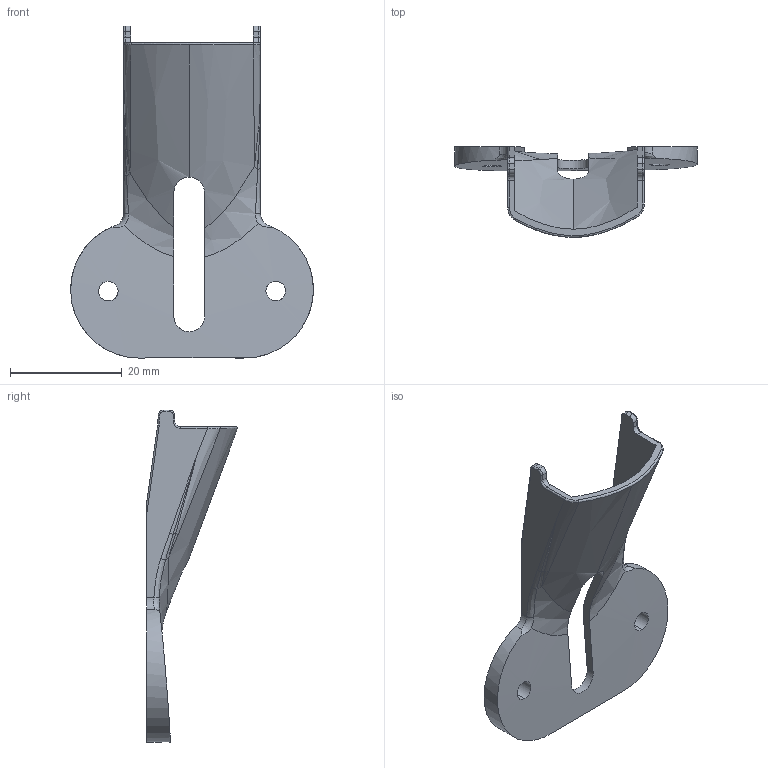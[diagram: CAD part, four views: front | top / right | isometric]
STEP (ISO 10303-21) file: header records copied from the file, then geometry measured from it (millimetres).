
FILE_DESCRIPTION (( 'STEP AP214' ), '1' );
FILE_NAME ('eXplora_VTOL_V1.00_ESC_cover_L.STEP', '2022-10-31T17:08:10', ( '' ), ( '' ), 'SwSTEP 2.0', 'SolidWorks 2021', '' );
FILE_SCHEMA (( 'AUTOMOTIVE_DESIGN' ));
Length unit declared in the file: millimetre
Products named in the file (1): eXplora_VTOL_V1.00_ESC_cover_L
Bounding box: 43.5 x 16.29 x 59.5 mm (x, y, z)
Volume: 3520.1 mm3; surface area: 4583.8 mm2
Topology: 1 solids, 1 shells, 87 faces, 231 edges, 142 vertices
Faces by surface type: cylinder 33, bspline 26, plane 20, torus 8
Entity records: 4631 total; most frequent: CARTESIAN_POINT 2674, ORIENTED_EDGE 458, DIRECTION 325, EDGE_CURVE 229, VERTEX_POINT 142, AXIS2_PLACEMENT_3D 123, EDGE_LOOP 91, ADVANCED_FACE 87
